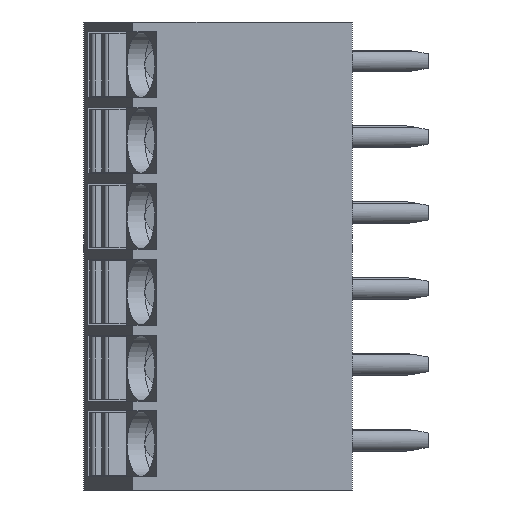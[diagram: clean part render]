
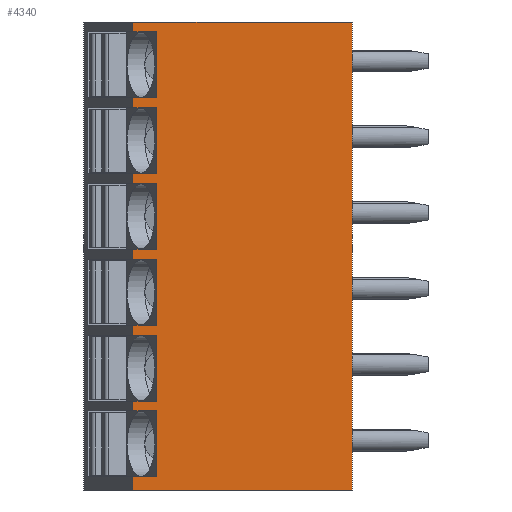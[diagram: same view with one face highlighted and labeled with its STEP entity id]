
A CAD part, left-side view. The second image highlights one B-rep face of the part: STEP entity #4340.
In plain terms, the highlighted planar face has unit normal (-1, 0, 0).
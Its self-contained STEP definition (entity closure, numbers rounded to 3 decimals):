
#25=DIRECTION('',(0.,-1.,0.));
#26=VECTOR('',#25,10.135);
#27=CARTESIAN_POINT('',(-4.998,3.935,-2.35));
#28=LINE('',#27,#26);
#45=DIRECTION('',(0.,0.,1.));
#46=VECTOR('',#45,21.6);
#47=CARTESIAN_POINT('',(-4.998,-6.2,-2.35));
#48=LINE('',#47,#46);
#253=DIRECTION('',(0.,0.,1.));
#254=VECTOR('',#253,3.05);
#255=CARTESIAN_POINT('',(-4.998,2.831,15.75));
#256=LINE('',#255,#254);
#257=DIRECTION('',(0.,-1.,0.));
#258=VECTOR('',#257,1.103);
#259=CARTESIAN_POINT('',(-4.998,3.935,18.8));
#260=LINE('',#259,#258);
#261=DIRECTION('',(0.,0.,1.));
#262=VECTOR('',#261,0.45);
#263=CARTESIAN_POINT('',(-4.998,3.935,18.8));
#264=LINE('',#263,#262);
#265=DIRECTION('',(0.,0.,1.));
#266=VECTOR('',#265,0.6);
#267=CARTESIAN_POINT('',(-4.998,3.935,-2.35));
#268=LINE('',#267,#266);
#269=DIRECTION('',(0.,-1.,0.));
#270=VECTOR('',#269,1.103);
#271=CARTESIAN_POINT('',(-4.998,3.935,-1.75));
#272=LINE('',#271,#270);
#273=DIRECTION('',(0.,0.,1.));
#274=VECTOR('',#273,3.05);
#275=CARTESIAN_POINT('',(-4.998,2.831,-1.75));
#276=LINE('',#275,#274);
#277=DIRECTION('',(0.,-1.,0.));
#278=VECTOR('',#277,1.103);
#279=CARTESIAN_POINT('',(-4.998,3.935,1.3));
#280=LINE('',#279,#278);
#281=DIRECTION('',(0.,0.,1.));
#282=VECTOR('',#281,0.45);
#283=CARTESIAN_POINT('',(-4.998,3.935,1.3));
#284=LINE('',#283,#282);
#285=DIRECTION('',(0.,-1.,0.));
#286=VECTOR('',#285,1.103);
#287=CARTESIAN_POINT('',(-4.998,3.935,1.75));
#288=LINE('',#287,#286);
#289=DIRECTION('',(0.,0.,1.));
#290=VECTOR('',#289,3.05);
#291=CARTESIAN_POINT('',(-4.998,2.831,1.75));
#292=LINE('',#291,#290);
#293=DIRECTION('',(0.,-1.,0.));
#294=VECTOR('',#293,1.103);
#295=CARTESIAN_POINT('',(-4.998,3.935,4.8));
#296=LINE('',#295,#294);
#297=DIRECTION('',(0.,0.,1.));
#298=VECTOR('',#297,0.45);
#299=CARTESIAN_POINT('',(-4.998,3.935,4.8));
#300=LINE('',#299,#298);
#301=DIRECTION('',(0.,-1.,0.));
#302=VECTOR('',#301,1.103);
#303=CARTESIAN_POINT('',(-4.998,3.935,5.25));
#304=LINE('',#303,#302);
#305=DIRECTION('',(0.,0.,1.));
#306=VECTOR('',#305,3.05);
#307=CARTESIAN_POINT('',(-4.998,2.831,5.25));
#308=LINE('',#307,#306);
#309=DIRECTION('',(0.,-1.,0.));
#310=VECTOR('',#309,1.103);
#311=CARTESIAN_POINT('',(-4.998,3.935,8.3));
#312=LINE('',#311,#310);
#313=DIRECTION('',(0.,0.,1.));
#314=VECTOR('',#313,0.45);
#315=CARTESIAN_POINT('',(-4.998,3.935,8.3));
#316=LINE('',#315,#314);
#317=DIRECTION('',(0.,-1.,0.));
#318=VECTOR('',#317,1.103);
#319=CARTESIAN_POINT('',(-4.998,3.935,8.75));
#320=LINE('',#319,#318);
#321=DIRECTION('',(0.,0.,1.));
#322=VECTOR('',#321,3.05);
#323=CARTESIAN_POINT('',(-4.998,2.831,8.75));
#324=LINE('',#323,#322);
#325=DIRECTION('',(0.,-1.,0.));
#326=VECTOR('',#325,1.103);
#327=CARTESIAN_POINT('',(-4.998,3.935,11.8));
#328=LINE('',#327,#326);
#329=DIRECTION('',(0.,0.,1.));
#330=VECTOR('',#329,0.45);
#331=CARTESIAN_POINT('',(-4.998,3.935,11.8));
#332=LINE('',#331,#330);
#333=DIRECTION('',(0.,-1.,0.));
#334=VECTOR('',#333,1.103);
#335=CARTESIAN_POINT('',(-4.998,3.935,12.25));
#336=LINE('',#335,#334);
#337=DIRECTION('',(0.,0.,1.));
#338=VECTOR('',#337,3.05);
#339=CARTESIAN_POINT('',(-4.998,2.831,12.25));
#340=LINE('',#339,#338);
#341=DIRECTION('',(0.,-1.,0.));
#342=VECTOR('',#341,1.103);
#343=CARTESIAN_POINT('',(-4.998,3.935,15.3));
#344=LINE('',#343,#342);
#345=DIRECTION('',(0.,0.,1.));
#346=VECTOR('',#345,0.45);
#347=CARTESIAN_POINT('',(-4.998,3.935,15.3));
#348=LINE('',#347,#346);
#349=DIRECTION('',(0.,-1.,0.));
#350=VECTOR('',#349,1.103);
#351=CARTESIAN_POINT('',(-4.998,3.935,15.75));
#352=LINE('',#351,#350);
#2641=DIRECTION('',(0.,-1.,0.));
#2642=VECTOR('',#2641,10.135);
#2643=CARTESIAN_POINT('',(-4.998,3.935,19.25));
#2644=LINE('',#2643,#2642);
#3229=CARTESIAN_POINT('',(-4.998,3.935,-2.35));
#3230=VERTEX_POINT('',#3229);
#3231=CARTESIAN_POINT('',(-4.998,-6.2,-2.35));
#3232=VERTEX_POINT('',#3231);
#3241=CARTESIAN_POINT('',(-4.998,3.935,19.25));
#3242=VERTEX_POINT('',#3241);
#3243=CARTESIAN_POINT('',(-4.998,-6.2,19.25));
#3244=VERTEX_POINT('',#3243);
#3247=CARTESIAN_POINT('',(-4.998,3.935,-1.75));
#3249=VERTEX_POINT('',#3247);
#3251=CARTESIAN_POINT('',(-4.998,3.935,1.3));
#3253=VERTEX_POINT('',#3251);
#3255=CARTESIAN_POINT('',(-4.998,2.831,-1.75));
#3256=CARTESIAN_POINT('',(-4.998,2.831,1.3));
#3257=VERTEX_POINT('',#3255);
#3258=VERTEX_POINT('',#3256);
#3860=CARTESIAN_POINT('',(-4.998,3.935,1.75));
#3862=VERTEX_POINT('',#3860);
#3864=CARTESIAN_POINT('',(-4.998,3.935,4.8));
#3866=VERTEX_POINT('',#3864);
#3868=CARTESIAN_POINT('',(-4.998,2.831,1.75));
#3869=CARTESIAN_POINT('',(-4.998,2.831,4.8));
#3870=VERTEX_POINT('',#3868);
#3871=VERTEX_POINT('',#3869);
#3948=CARTESIAN_POINT('',(-4.998,3.935,5.25));
#3950=VERTEX_POINT('',#3948);
#3952=CARTESIAN_POINT('',(-4.998,3.935,8.3));
#3954=VERTEX_POINT('',#3952);
#3956=CARTESIAN_POINT('',(-4.998,2.831,5.25));
#3957=CARTESIAN_POINT('',(-4.998,2.831,8.3));
#3958=VERTEX_POINT('',#3956);
#3959=VERTEX_POINT('',#3957);
#3968=CARTESIAN_POINT('',(-4.998,3.935,8.75));
#3970=VERTEX_POINT('',#3968);
#3972=CARTESIAN_POINT('',(-4.998,3.935,11.8));
#3974=VERTEX_POINT('',#3972);
#3976=CARTESIAN_POINT('',(-4.998,2.831,8.75));
#3977=CARTESIAN_POINT('',(-4.998,2.831,11.8));
#3978=VERTEX_POINT('',#3976);
#3979=VERTEX_POINT('',#3977);
#3988=CARTESIAN_POINT('',(-4.998,3.935,12.25));
#3990=VERTEX_POINT('',#3988);
#3992=CARTESIAN_POINT('',(-4.998,3.935,15.3));
#3994=VERTEX_POINT('',#3992);
#3996=CARTESIAN_POINT('',(-4.998,2.831,12.25));
#3997=CARTESIAN_POINT('',(-4.998,2.831,15.3));
#3998=VERTEX_POINT('',#3996);
#3999=VERTEX_POINT('',#3997);
#4008=CARTESIAN_POINT('',(-4.998,3.935,15.75));
#4010=VERTEX_POINT('',#4008);
#4012=CARTESIAN_POINT('',(-4.998,3.935,18.8));
#4014=VERTEX_POINT('',#4012);
#4016=CARTESIAN_POINT('',(-4.998,2.831,15.75));
#4017=CARTESIAN_POINT('',(-4.998,2.831,18.8));
#4018=VERTEX_POINT('',#4016);
#4019=VERTEX_POINT('',#4017);
#4279=CARTESIAN_POINT('',(-4.998,3.935,-2.35));
#4280=DIRECTION('',(-1.,0.,0.));
#4281=DIRECTION('',(0.,-1.,0.));
#4282=AXIS2_PLACEMENT_3D('',#4279,#4280,#4281);
#4283=PLANE('',#4282);
#4285=ORIENTED_EDGE('',*,*,#4284,.T.);
#4287=ORIENTED_EDGE('',*,*,#4286,.F.);
#4289=ORIENTED_EDGE('',*,*,#4288,.T.);
#4291=ORIENTED_EDGE('',*,*,#4290,.T.);
#4292=ORIENTED_EDGE('',*,*,#4163,.F.);
#4293=ORIENTED_EDGE('',*,*,#4119,.F.);
#4295=ORIENTED_EDGE('',*,*,#4294,.T.);
#4297=ORIENTED_EDGE('',*,*,#4296,.T.);
#4299=ORIENTED_EDGE('',*,*,#4298,.T.);
#4301=ORIENTED_EDGE('',*,*,#4300,.F.);
#4303=ORIENTED_EDGE('',*,*,#4302,.T.);
#4305=ORIENTED_EDGE('',*,*,#4304,.T.);
#4307=ORIENTED_EDGE('',*,*,#4306,.T.);
#4309=ORIENTED_EDGE('',*,*,#4308,.F.);
#4311=ORIENTED_EDGE('',*,*,#4310,.T.);
#4313=ORIENTED_EDGE('',*,*,#4312,.T.);
#4315=ORIENTED_EDGE('',*,*,#4314,.T.);
#4317=ORIENTED_EDGE('',*,*,#4316,.F.);
#4319=ORIENTED_EDGE('',*,*,#4318,.T.);
#4321=ORIENTED_EDGE('',*,*,#4320,.T.);
#4323=ORIENTED_EDGE('',*,*,#4322,.T.);
#4325=ORIENTED_EDGE('',*,*,#4324,.F.);
#4327=ORIENTED_EDGE('',*,*,#4326,.T.);
#4329=ORIENTED_EDGE('',*,*,#4328,.T.);
#4331=ORIENTED_EDGE('',*,*,#4330,.T.);
#4333=ORIENTED_EDGE('',*,*,#4332,.F.);
#4335=ORIENTED_EDGE('',*,*,#4334,.T.);
#4337=ORIENTED_EDGE('',*,*,#4336,.T.);
#4338=EDGE_LOOP('',(#4285,#4287,#4289,#4291,#4292,#4293,#4295,#4297,#4299,#4301,
#4303,#4305,#4307,#4309,#4311,#4313,#4315,#4317,#4319,#4321,#4323,#4325,#4327,
#4329,#4331,#4333,#4335,#4337));
#4339=FACE_OUTER_BOUND('',#4338,.F.);
#4119=EDGE_CURVE('',#3230,#3232,#28,.T.);
#4163=EDGE_CURVE('',#3232,#3244,#48,.T.);
#4284=EDGE_CURVE('',#4018,#4019,#256,.T.);
#4286=EDGE_CURVE('',#4014,#4019,#260,.T.);
#4288=EDGE_CURVE('',#4014,#3242,#264,.T.);
#4290=EDGE_CURVE('',#3242,#3244,#2644,.T.);
#4294=EDGE_CURVE('',#3230,#3249,#268,.T.);
#4296=EDGE_CURVE('',#3249,#3257,#272,.T.);
#4298=EDGE_CURVE('',#3257,#3258,#276,.T.);
#4300=EDGE_CURVE('',#3253,#3258,#280,.T.);
#4302=EDGE_CURVE('',#3253,#3862,#284,.T.);
#4304=EDGE_CURVE('',#3862,#3870,#288,.T.);
#4306=EDGE_CURVE('',#3870,#3871,#292,.T.);
#4308=EDGE_CURVE('',#3866,#3871,#296,.T.);
#4310=EDGE_CURVE('',#3866,#3950,#300,.T.);
#4312=EDGE_CURVE('',#3950,#3958,#304,.T.);
#4314=EDGE_CURVE('',#3958,#3959,#308,.T.);
#4316=EDGE_CURVE('',#3954,#3959,#312,.T.);
#4318=EDGE_CURVE('',#3954,#3970,#316,.T.);
#4320=EDGE_CURVE('',#3970,#3978,#320,.T.);
#4322=EDGE_CURVE('',#3978,#3979,#324,.T.);
#4324=EDGE_CURVE('',#3974,#3979,#328,.T.);
#4326=EDGE_CURVE('',#3974,#3990,#332,.T.);
#4328=EDGE_CURVE('',#3990,#3998,#336,.T.);
#4330=EDGE_CURVE('',#3998,#3999,#340,.T.);
#4332=EDGE_CURVE('',#3994,#3999,#344,.T.);
#4334=EDGE_CURVE('',#3994,#4010,#348,.T.);
#4336=EDGE_CURVE('',#4010,#4018,#352,.T.);
#4340=ADVANCED_FACE('',(#4339),#4283,.T.);
